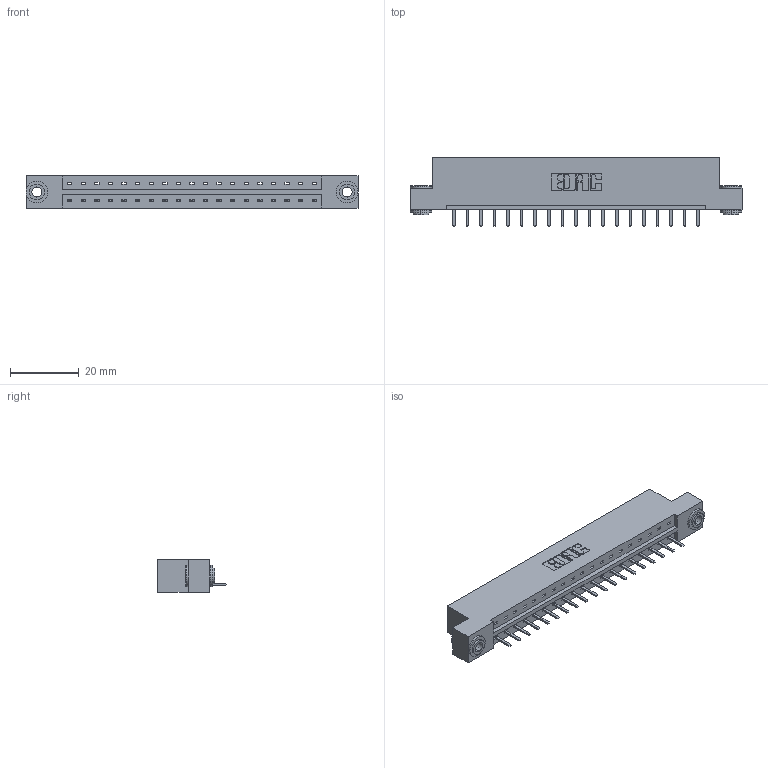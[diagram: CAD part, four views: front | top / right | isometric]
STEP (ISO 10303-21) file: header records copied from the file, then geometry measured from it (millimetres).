
FILE_DESCRIPTION (( 'STEP AP203' ), '1' );
FILE_NAME ('333-019-520-103.STEP', '2018-08-01T23:00:19', ( '' ), ( '' ), 'SwSTEP 2.0', 'SolidWorks 2016', '' );
FILE_SCHEMA (( 'CONFIG_CONTROL_DESIGN' ));
Length unit declared in the file: inch
Products named in the file (4): 333 Part_Flush - .156 Dia - TH; 345-292-001_345-293-120; 345-250-002_345-250-002-102; 333-019-520-103
Assembly tree (22 placements, depth 2):
  333-019-520-103
    333 Part_Flush - .156 Dia - TH
    345-292-001_345-293-120  x19
    345-250-002_345-250-002-102  x2
Bounding box: 96.82 x 20.02 x 9.4 mm (x, y, z)
Volume: 9510.2 mm3; surface area: 10175.2 mm2
Topology: 22 solids, 22 shells, 1330 faces, 3883 edges, 2534 vertices
Faces by surface type: plane 916, cylinder 406, cone 8
Entity records: 15354 total; most frequent: CARTESIAN_POINT 2642, ORIENTED_EDGE 2578, DIRECTION 2297, EDGE_CURVE 1289, LINE 1133, VECTOR 1133, VERTEX_POINT 854, AXIS2_PLACEMENT_3D 582
